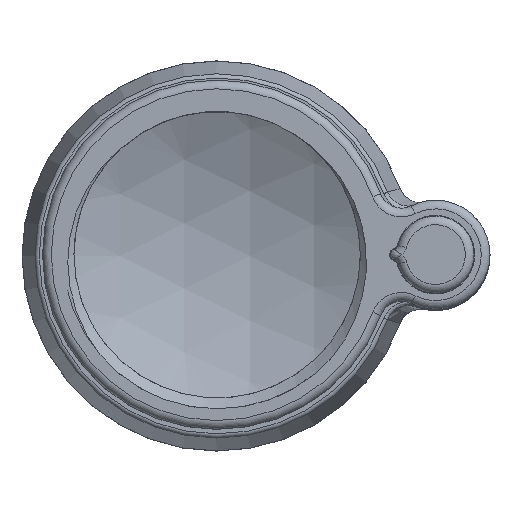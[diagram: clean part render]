
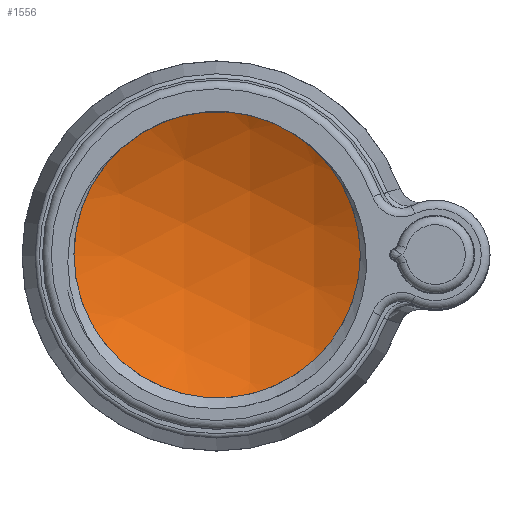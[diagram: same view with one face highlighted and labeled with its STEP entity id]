
A CAD part, top view. The second image highlights one B-rep face of the part: STEP entity #1556.
In plain terms, the highlighted spherical face has radius 70 mm.
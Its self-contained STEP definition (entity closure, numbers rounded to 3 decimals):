
#14=SPHERICAL_SURFACE('',#1734,70.);
#281=FACE_OUTER_BOUND('',#399,.T.);
#399=EDGE_LOOP('',(#1213));
#533=CIRCLE('',#1726,35.82);
#721=VERTEX_POINT('',#3025);
#896=EDGE_CURVE('',#721,#721,#533,.T.);
#1213=ORIENTED_EDGE('',*,*,#896,.F.);
#1556=ADVANCED_FACE('',(#281),#14,.F.);
#1726=AXIS2_PLACEMENT_3D('',#3027,#2065,#2066);
#1734=AXIS2_PLACEMENT_3D('',#3054,#2081,#2082);
#2065=DIRECTION('center_axis',(0.,0.,
-1.));
#2066=DIRECTION('ref_axis',(0.,-1.,0.));
#2081=DIRECTION('center_axis',(1.,0.,0.));
#2082=DIRECTION('ref_axis',(0.,-1.,0.));
#3025=CARTESIAN_POINT('',(-194.18,-300.,-2.168));
#3027=CARTESIAN_POINT('Origin',(-230.,-300.,-2.168));
#3054=CARTESIAN_POINT('Origin',(-230.,-300.,57.973));
